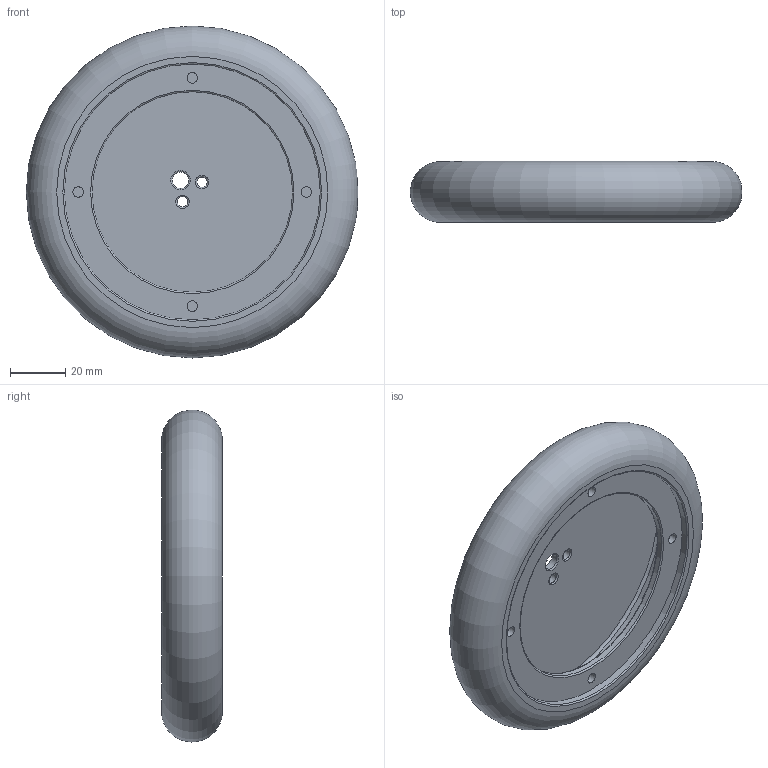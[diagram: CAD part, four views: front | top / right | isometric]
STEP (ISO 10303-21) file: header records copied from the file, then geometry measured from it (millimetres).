
FILE_DESCRIPTION(/* description */ (''),/* implementation_level */ '2;1');
FILE_NAME(/* name */ 'Base.stp',/* time_stamp */ '2026-01-22T19:08:26Z',/* author */ ('Balint'),/* organization */ (''),/* preprocessor_version */ 'ST-DEVELOPER v20',/* originating_system */ 'Autodesk Inventor 2025',/* authorisation */ '');
FILE_SCHEMA (('AUTOMOTIVE_DESIGN { 1 0 10303 214 3 1 1 }'));
Length unit declared in the file: millimetre
Products named in the file (1): Base
Bounding box: 119.78 x 22 x 119.99 mm (x, y, z)
Volume: 91872 mm3; surface area: 40651.3 mm2
Topology: 1 solids, 1 shells, 40 faces, 97 edges, 62 vertices
Faces by surface type: cylinder 14, torus 11, plane 9, bspline 6
Full cylindrical faces by diameter (mm): 3.8 x6, 6 x1, 72.5 x1, 92.5 x1, 101.5 x1
Entity records: 1466 total; most frequent: CARTESIAN_POINT 434, DIRECTION 212, ORIENTED_EDGE 194, EDGE_CURVE 97, AXIS2_PLACEMENT_3D 96, VERTEX_POINT 62, CIRCLE 61, EDGE_LOOP 59
